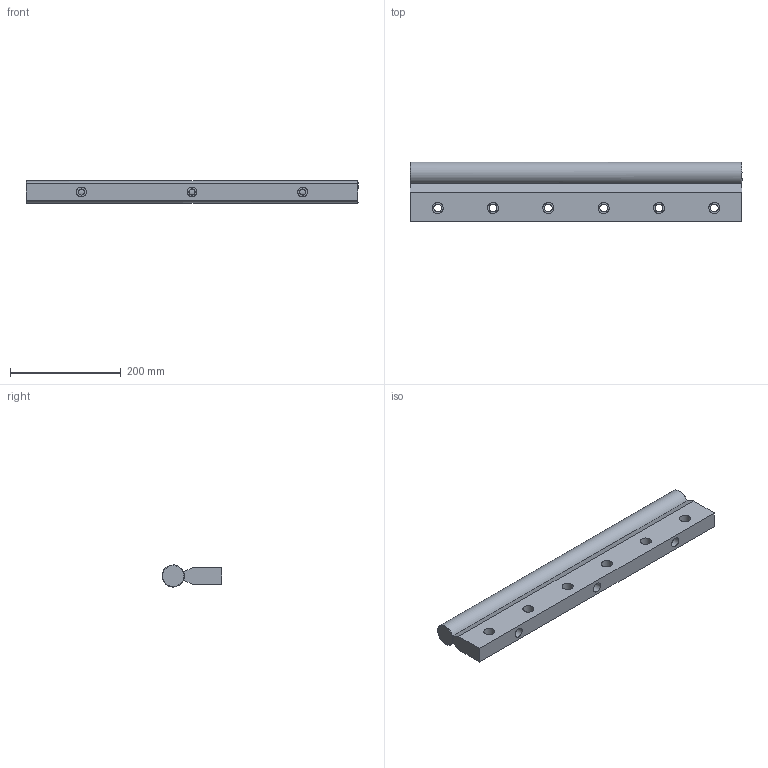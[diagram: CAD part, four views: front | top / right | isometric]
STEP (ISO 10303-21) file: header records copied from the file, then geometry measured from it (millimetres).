
FILE_DESCRIPTION ((), '1');
FILE_NAME ('WU54-240.stp', '2019-01-17T14:36:54', ('Unknown'), ('Unknown'), 'HarmonyWare STEP v2.0.5', 'Vectorworks', '');
FILE_SCHEMA (('CONFIG_CONTROL_DESIGN'));
Length unit declared in the file: millimetre
Products named in the file (3): NONE
Assembly tree (2 placements, depth 2):
  NONE
    NONE
    NONE
Bounding box: 600 x 108 x 40 mm (x, y, z)
Volume: 1852917.5 mm3; surface area: 210060.3 mm2
Topology: 2 solids, 2 shells, 41 faces, 136 edges, 105 vertices
Faces by surface type: bspline 41
Entity records: 2452 total; most frequent: CARTESIAN_POINT 1343, ORIENTED_EDGE 272, EDGE_CURVE 136, VERTEX_POINT 105, EDGE_LOOP 65, B_SPLINE_CURVE_WITH_KNOTS 54, FACE_OUTER_BOUND 41, ADVANCED_FACE 41
